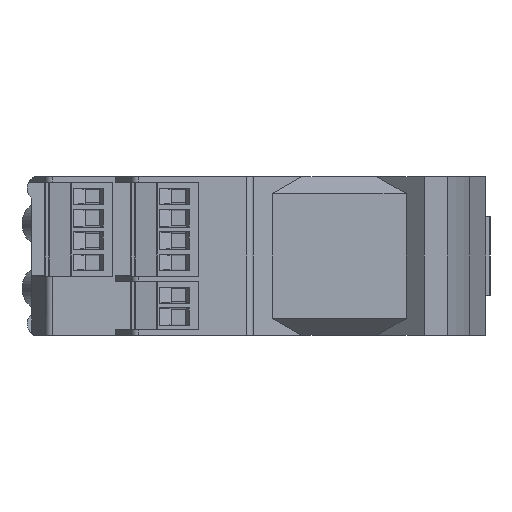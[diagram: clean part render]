
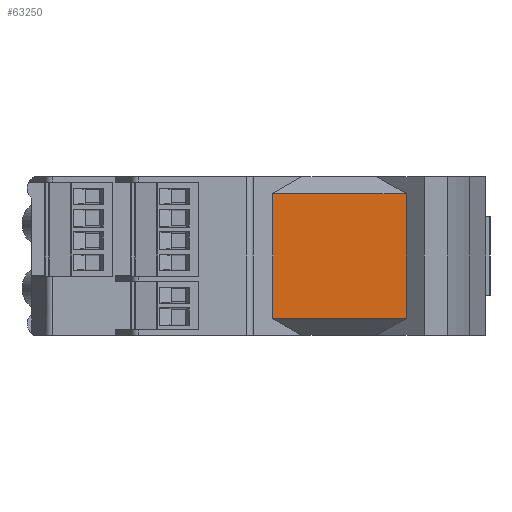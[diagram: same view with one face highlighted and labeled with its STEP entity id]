
A CAD part, left-side view. The second image highlights one B-rep face of the part: STEP entity #63250.
In plain terms, the highlighted face is planar.
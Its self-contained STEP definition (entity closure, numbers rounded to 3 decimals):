
#10820=CARTESIAN_POINT('',(42.55,49.1,
-64.047));
#10830=VERTEX_POINT('',#10820);
#10910=CARTESIAN_POINT('',(42.55,19.5,
-64.047));
#10920=VERTEX_POINT('',#10910);
#10950=CARTESIAN_POINT('',(42.55,-12.5,
-64.047));
#10960=DIRECTION('',(0.,1.,0.));
#10970=VECTOR('',#10960,1.);
#10980=LINE('',#10950,#10970);
#10990=EDGE_CURVE('',#10920,#10830,#10980,.T.);
#24680=CARTESIAN_POINT('',(42.55,49.1,-59.));
#24690=DIRECTION('',(0.,0.,1.));
#24700=VECTOR('',#24690,1.);
#24710=LINE('',#24680,#24700);
#24720=CARTESIAN_POINT('',(42.55,49.1,
-36.353));
#24730=VERTEX_POINT('',#24720);
#24740=EDGE_CURVE('',#10830,#24730,#24710,.T.);
#63020=CARTESIAN_POINT('',(42.55,49.1,-67.8));
#63030=DIRECTION('',(1.,0.,-0.));
#63040=DIRECTION('',(0.,1.,0.));
#63050=AXIS2_PLACEMENT_3D('',#63020,#63030,#63040);
#63060=PLANE('',#63050);
#63070=ORIENTED_EDGE('',*,*,#10990,.T.);
#63080=CARTESIAN_POINT('',(42.55,19.5,-59.));
#63090=DIRECTION('',(0.,0.,1.));
#63100=VECTOR('',#63090,1.);
#63110=LINE('',#63080,#63100);
#63120=CARTESIAN_POINT('',(42.55,19.5,
-36.353));
#63130=VERTEX_POINT('',#63120);
#63140=EDGE_CURVE('',#10920,#63130,#63110,.T.);
#63150=ORIENTED_EDGE('',*,*,#63140,.F.);
#63160=CARTESIAN_POINT('',(42.55,-12.5,
-36.353));
#63170=DIRECTION('',(0.,-1.,0.));
#63180=VECTOR('',#63170,1.);
#63190=LINE('',#63160,#63180);
#63200=EDGE_CURVE('',#24730,#63130,#63190,.T.);
#63210=ORIENTED_EDGE('',*,*,#63200,.T.);
#63220=ORIENTED_EDGE('',*,*,#24740,.T.);
#63230=EDGE_LOOP('',(#63220,#63210,#63150,#63070));
#63240=FACE_OUTER_BOUND('',#63230,.T.);
#63250=ADVANCED_FACE('',(#63240),#63060,.T.);
